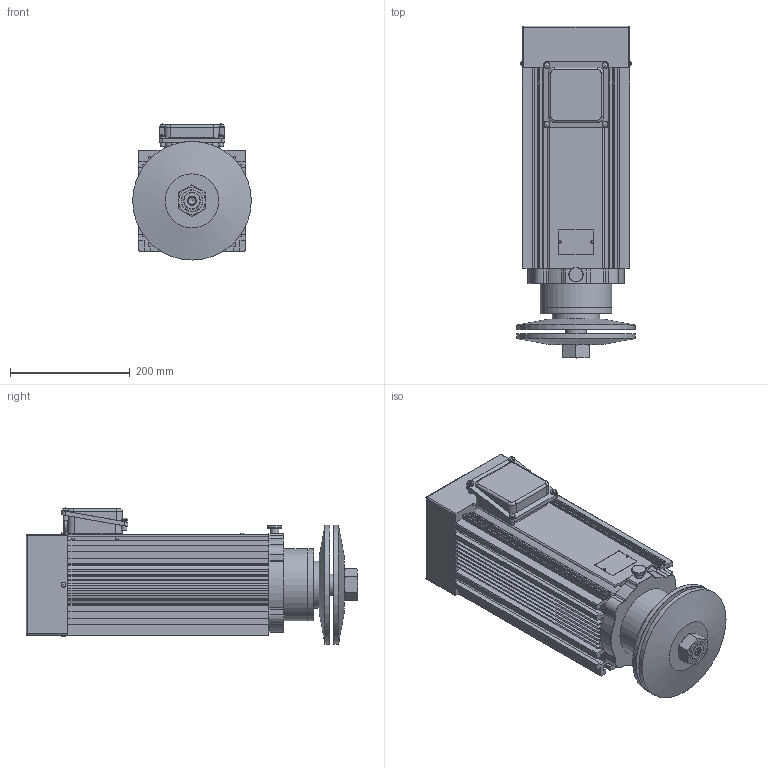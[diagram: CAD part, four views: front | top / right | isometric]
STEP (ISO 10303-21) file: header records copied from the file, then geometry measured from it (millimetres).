
FILE_DESCRIPTION(/* description */ ('Alibre Inc.'),/* implementation_level */ '2;1');
FILE_NAME(/* name */ 'export-A92BD4FE-89C4-4874-A355-3D3EF61CA745',/* time_stamp */ '2025-02-03T16:22:33+01:00',/* author */ (''),/* organization */ (''),/* preprocessor_version */ 'ST-DEVELOPER v17',/* originating_system */ 'Alibre',/* authorisation */ '');
FILE_SCHEMA (('AUTOMOTIVE_DESIGN'));
Length unit declared in the file: millimetre
Products named in the file (1): STEP_COM85900143
Bounding box: 198 x 554 x 227.27 mm (x, y, z)
Volume: 12669281.3 mm3; surface area: 809855.5 mm2
Topology: 1 solids, 8 shells, 650 faces, 1617 edges, 1012 vertices
Faces by surface type: plane 394, cylinder 169, cone 67, sphere 14, torus 6
Full cylindrical faces by diameter (mm): 2.49 x2, 2.5 x2, 5 x4, 8 x8, 9.5 x4, 10 x4, 12.2 x2, 13.9 x1, 14.2 x1, 19.73 x1, 24 x1, 27.5 x2, 35 x1, 41 x1, 79 x1, 120 x2, 198 x2
Entity records: 19232 total; most frequent: CARTESIAN_POINT 3365, ORIENTED_EDGE 3204, DIRECTION 2876, EDGE_CURVE 1602, AXIS2_PLACEMENT_3D 1103, VECTOR 1070, LINE 1070, VERTEX_POINT 1012
